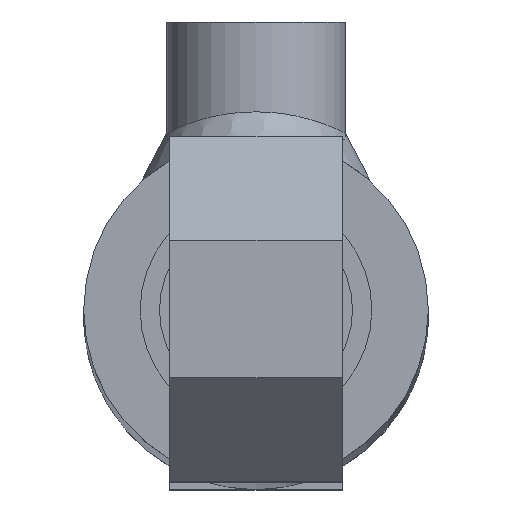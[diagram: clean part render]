
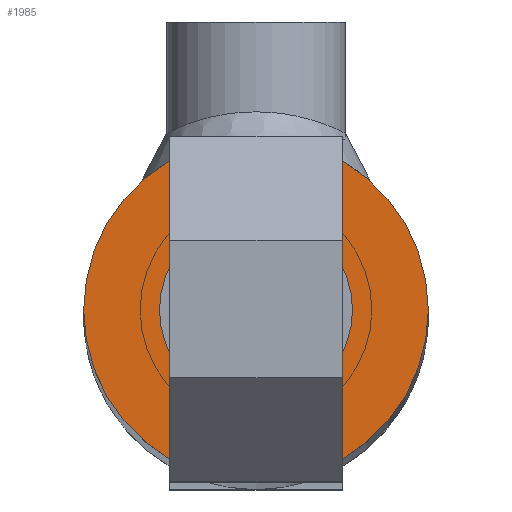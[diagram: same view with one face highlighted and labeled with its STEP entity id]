
A CAD part, top view. The second image highlights one B-rep face of the part: STEP entity #1985.
In plain terms, the highlighted face is planar.
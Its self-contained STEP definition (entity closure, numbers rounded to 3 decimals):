
#193=CIRCLE('',#2292,14.);
#216=CIRCLE('',#2335,25.);
#288=FACE_BOUND('',#846,.T.);
#588=PLANE('',#2337);
#692=FACE_OUTER_BOUND('',#845,.T.);
#845=EDGE_LOOP('',(#1700));
#846=EDGE_LOOP('',(#1701));
#1035=VERTEX_POINT('',#15985);
#1058=VERTEX_POINT('',#16065);
#1245=EDGE_CURVE('',#1035,#1035,#193,.T.);
#1282=EDGE_CURVE('',#1058,#1058,#216,.T.);
#1700=ORIENTED_EDGE('',*,*,#1282,.F.);
#1701=ORIENTED_EDGE('',*,*,#1245,.T.);
#1985=ADVANCED_FACE('',(#692,#288),#588,.F.);
#2292=AXIS2_PLACEMENT_3D('',#15987,#2682,#2683);
#2335=AXIS2_PLACEMENT_3D('',#16067,#2782,#2783);
#2337=AXIS2_PLACEMENT_3D('',#16069,#2786,#2787);
#2682=DIRECTION('center_axis',(1.,0.,0.));
#2683=DIRECTION('ref_axis',(0.,0.,-1.));
#2782=DIRECTION('center_axis',(1.,0.,0.));
#2783=DIRECTION('ref_axis',(0.,1.,0.));
#2786=DIRECTION('center_axis',(1.,0.,0.));
#2787=DIRECTION('ref_axis',(0.,0.,-1.));
#15985=CARTESIAN_POINT('',(0.,0.,14.));
#15987=CARTESIAN_POINT('Origin',(0.,0.,0.));
#16065=CARTESIAN_POINT('',(0.,-25.,0.));
#16067=CARTESIAN_POINT('Origin',(0.,0.,0.));
#16069=CARTESIAN_POINT('Origin',(0.,0.,0.));
